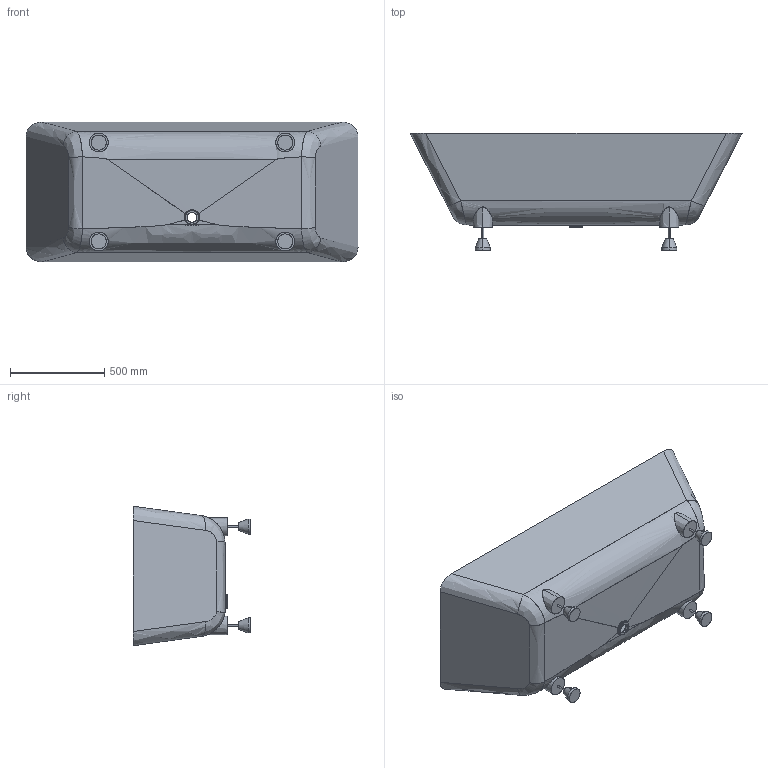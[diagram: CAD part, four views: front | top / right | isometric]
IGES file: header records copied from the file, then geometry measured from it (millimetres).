
Start section: SolidWorks IGES file using analytic representation for surfaces
Global section: file name: TH-2.IGS; native system: SolidWorks 2017; preprocessor: SolidWorks 2017; author: M.Poidinger; date: 180427.130033; units: millimetre
Bounding box: 1762.48 x 625 x 740.18 mm (x, y, z)
Surface area: 5683517.3 mm2 (no closed solid volume)
Topology: 0 solids, 0 shells, 98 faces, 3017 edges, 3012 vertices
Faces by surface type: bspline 54, revolution 44
